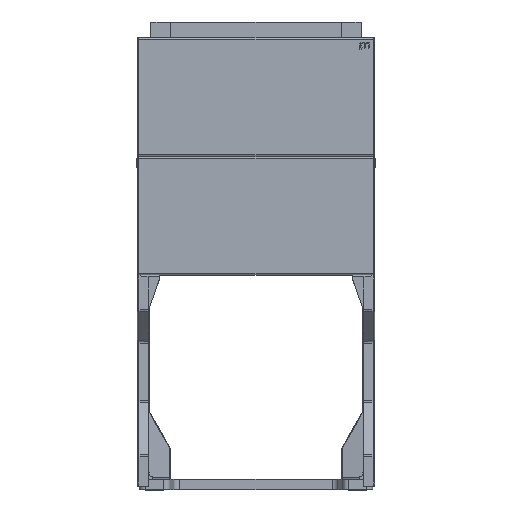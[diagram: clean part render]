
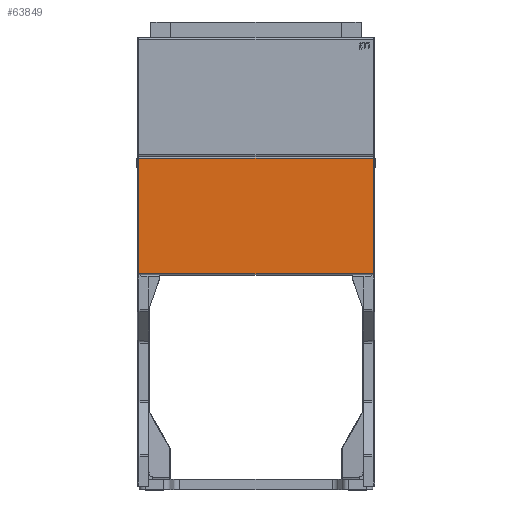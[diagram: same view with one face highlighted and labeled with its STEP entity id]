
A CAD part, top view. The second image highlights one B-rep face of the part: STEP entity #63849.
In plain terms, the highlighted planar face has unit normal (0, 0, 1).
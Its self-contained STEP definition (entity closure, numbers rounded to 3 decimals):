
#59560=DIRECTION('',(-1.,0.,0.));
#59561=VECTOR('',#59560,454.);
#59562=CARTESIAN_POINT('',(227.,112.,26.));
#59563=LINE('',#59562,#59561);
#59673=DIRECTION('',(1.,0.,0.));
#59674=VECTOR('',#59673,454.);
#59675=CARTESIAN_POINT('',(-227.,-112.,26.));
#59676=LINE('',#59675,#59674);
#59711=DIRECTION('',(0.,-1.,0.));
#59712=VECTOR('',#59711,224.);
#59713=CARTESIAN_POINT('',(-227.,112.,26.));
#59714=LINE('',#59713,#59712);
#59725=DIRECTION('',(0.,1.,0.));
#59726=VECTOR('',#59725,224.);
#59727=CARTESIAN_POINT('',(227.,-112.,26.));
#59728=LINE('',#59727,#59726);
#60945=CARTESIAN_POINT('',(-227.,112.,26.));
#60946=VERTEX_POINT('',#60945);
#60947=CARTESIAN_POINT('',(227.,112.,26.));
#60948=VERTEX_POINT('',#60947);
#60957=CARTESIAN_POINT('',(227.,-112.,26.));
#60958=VERTEX_POINT('',#60957);
#60959=CARTESIAN_POINT('',(-227.,-112.,26.));
#60960=VERTEX_POINT('',#60959);
#63837=CARTESIAN_POINT('',(227.,112.,26.));
#63838=DIRECTION('',(0.,0.,-1.));
#63839=DIRECTION('',(-1.,0.,0.));
#63840=AXIS2_PLACEMENT_3D('',#63837,#63838,#63839);
#63841=PLANE('',#63840);
#63842=ORIENTED_EDGE('',*,*,#63782,.F.);
#63843=ORIENTED_EDGE('',*,*,#63822,.F.);
#63844=ORIENTED_EDGE('',*,*,#63658,.F.);
#63846=ORIENTED_EDGE('',*,*,#63845,.F.);
#63847=EDGE_LOOP('',(#63842,#63843,#63844,#63846));
#63848=FACE_OUTER_BOUND('',#63847,.F.);
#63658=EDGE_CURVE('',#60948,#60946,#59563,.T.);
#63782=EDGE_CURVE('',#60960,#60958,#59676,.T.);
#63822=EDGE_CURVE('',#60946,#60960,#59714,.T.);
#63845=EDGE_CURVE('',#60958,#60948,#59728,.T.);
#63849=ADVANCED_FACE('',(#63848),#63841,.F.);
